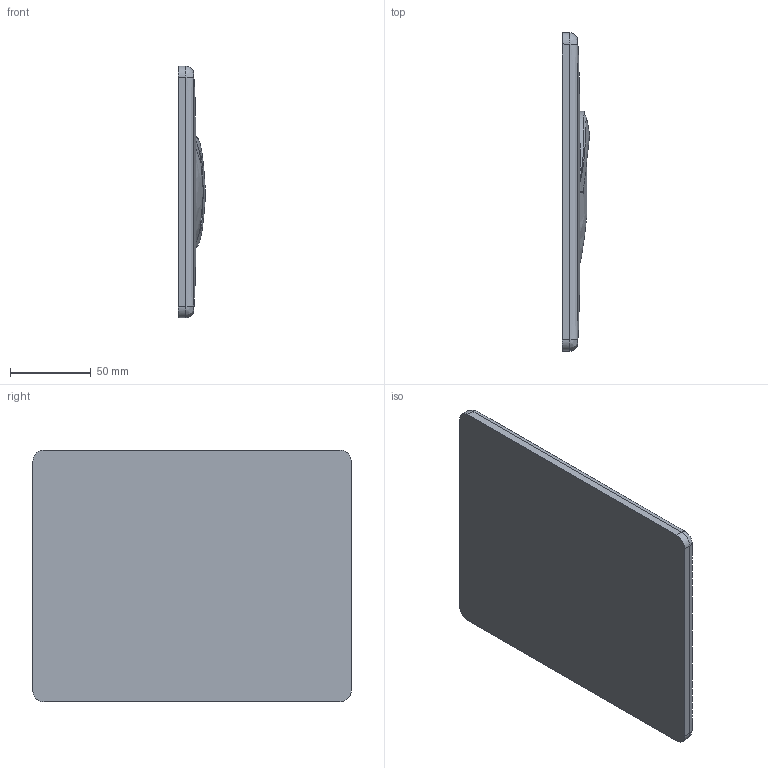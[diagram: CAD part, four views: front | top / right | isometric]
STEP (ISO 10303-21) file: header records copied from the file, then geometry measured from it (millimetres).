
FILE_DESCRIPTION(/* description */ ('Unknown'),/* implementation_level */ '2;1');
FILE_NAME(/* name */ '38506XXX_detailliert',/* time_stamp */ '2022-09-08T18:06:33+02:00',/* author */ ('Unknown'),/* organization */ ('GROHE AG'),/* preprocessor_version */ 'ST-DEVELOPER v16.7',/* originating_system */ 'DEX',/* authorisation */ $);
FILE_SCHEMA (('AUTOMOTIVE_DESIGN {1 0 10303 214 3 1 1}'));
Length unit declared in the file: millimetre
Products named in the file (3): 38506XXX_detailliert; id62
Assembly tree (2 placements, depth 2):
  38506XXX_detailliert
    38506XXX_detailliert
    id62
Bounding box: 16.81 x 197 x 156 mm (x, y, z)
Volume: 302836.4 mm3; surface area: 77119 mm2
Topology: 1 solids, 5 shells, 43 faces, 155 edges, 119 vertices
Faces by surface type: bspline 29, plane 10, cylinder 4
Entity records: 4838 total; most frequent: CARTESIAN_POINT 3753, ORIENTED_EDGE 226, EDGE_CURVE 153, VERTEX_POINT 119, DIRECTION 104, B_SPLINE_CURVE_WITH_KNOTS 103, EDGE_LOOP 46, FACE_BOUND 46
